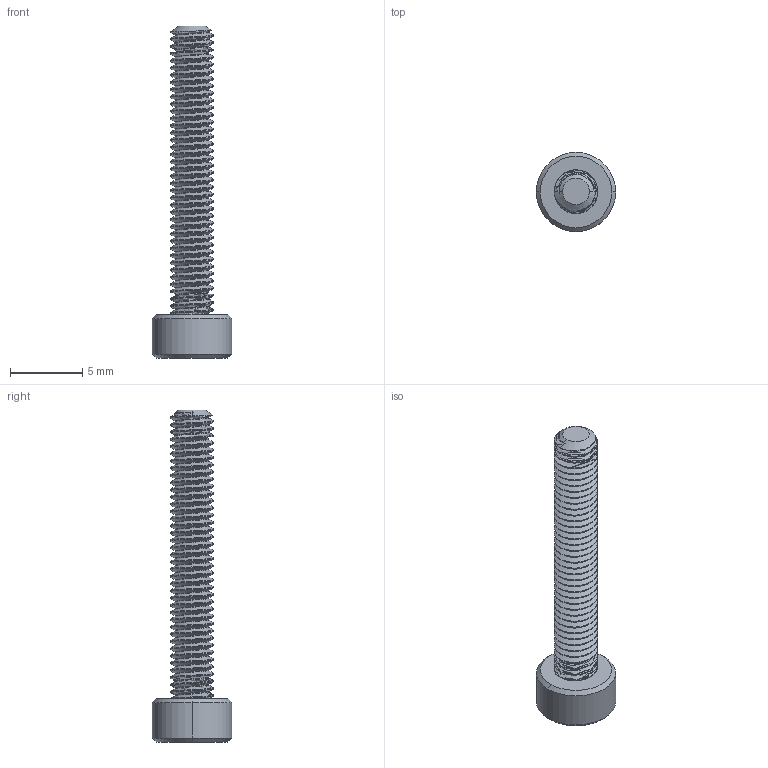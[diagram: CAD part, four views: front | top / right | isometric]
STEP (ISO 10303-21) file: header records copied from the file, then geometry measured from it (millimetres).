
FILE_DESCRIPTION (( 'STEP AP203' ), '1' );
FILE_NAME ('M3 x 0.5mm Thread 20mm LONG SOCKET HEAD CAP SCREW.STEP', '2017-05-07T02:02:41', ( '' ), ( '' ), 'SwSTEP 2.0', 'SolidWorks 2014', '' );
FILE_SCHEMA (( 'CONFIG_CONTROL_DESIGN' ));
Length unit declared in the file: millimetre
Products named in the file (1): M3 x 0.5mm Thread 20mm LONG SOCKET HEAD CAP SCREW
Bounding box: 5.5 x 5.5 x 23 mm (x, y, z)
Volume: 172.5 mm3; surface area: 400 mm2
Topology: 1 solids, 1 shells, 189 faces, 537 edges, 352 vertices
Faces by surface type: cylinder 163, cone 14, plane 10, bspline 2
Entity records: 9800 total; most frequent: CARTESIAN_POINT 5786, ORIENTED_EDGE 1074, DIRECTION 603, EDGE_CURVE 537, VERTEX_POINT 352, AXIS2_PLACEMENT_3D 211, EDGE_LOOP 191, FACE_OUTER_BOUND 189
